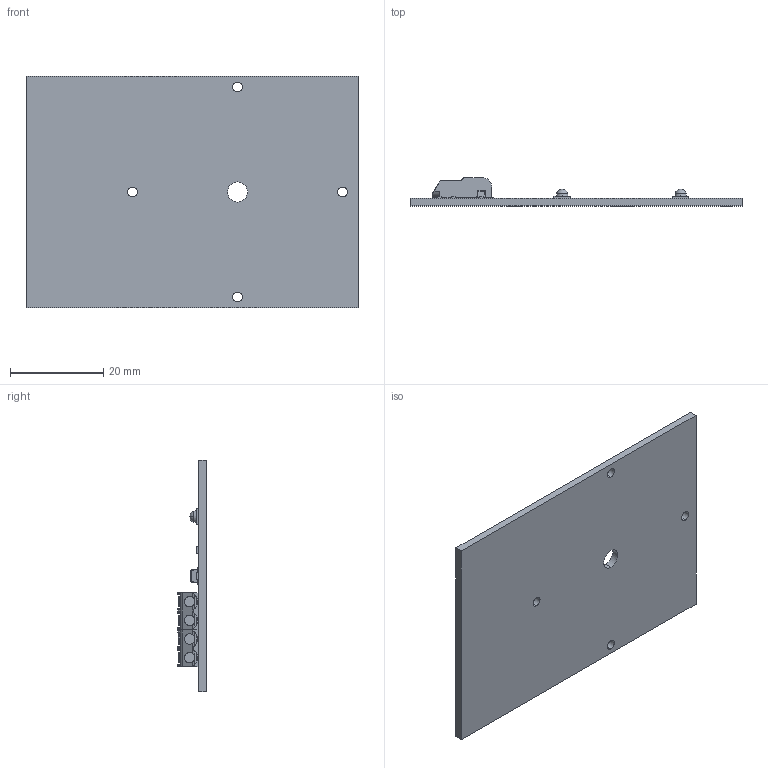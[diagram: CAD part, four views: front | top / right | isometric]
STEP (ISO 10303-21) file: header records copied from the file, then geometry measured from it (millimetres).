
FILE_DESCRIPTION (( 'STEP AP214' ), '1' );
FILE_NAME ('WU-M-541-4.STEP', '2016-06-28T09:13:08', ( 'Admin' ), ( 'Microsoft' ), 'SwSTEP 2.0', 'SolidWorks 2016', '' );
FILE_SCHEMA (( 'AUTOMOTIVE_DESIGN' ));
Length unit declared in the file: millimetre
Products named in the file (6): 2060-452; SubSMA; R0603; Nichia NVSL219A; PCB-Base WU-M-541-4; WU-M-541-4
Assembly tree (11 placements, depth 2):
  WU-M-541-4
    PCB-Base WU-M-541-4
    Nichia NVSL219A  x4
    R0603  x3
    SubSMA
    2060-452  x2
Bounding box: 71.1 x 6.1 x 49.5 mm (x, y, z)
Volume: 6227.8 mm3; surface area: 8767.8 mm2
Topology: 11 solids, 11 shells, 1649 faces, 4392 edges, 2902 vertices
Faces by surface type: plane 1089, cylinder 286, bspline 254, sphere 12, cone 8
Entity records: 44251 total; most frequent: CARTESIAN_POINT 12767, ORIENTED_EDGE 5264, DIRECTION 4305, EDGE_CURVE 2632, VECTOR 1943, LINE 1943, VERTEX_POINT 1743, AXIS2_PLACEMENT_3D 1181
